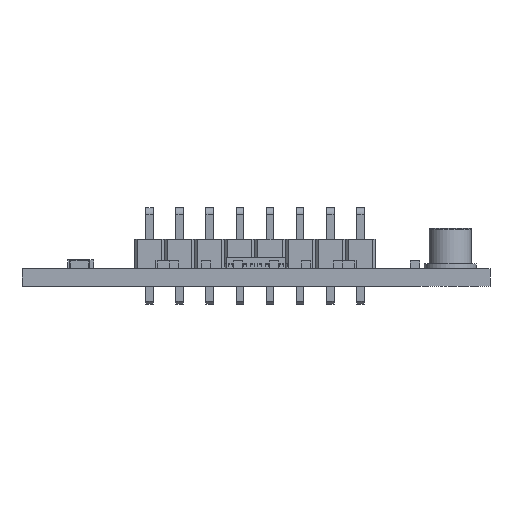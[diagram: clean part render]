
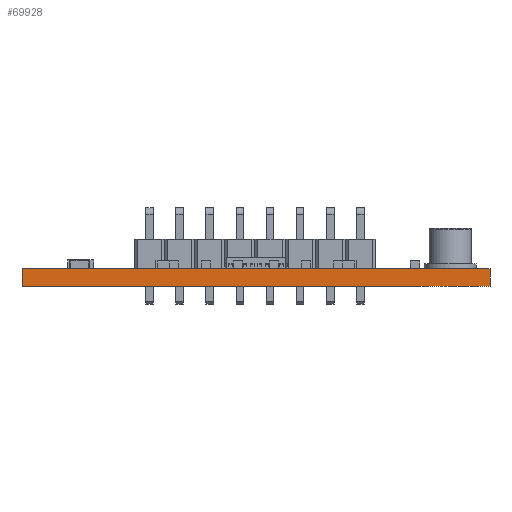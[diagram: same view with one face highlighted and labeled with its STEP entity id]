
A CAD part, front view. The second image highlights one B-rep face of the part: STEP entity #69928.
In plain terms, the highlighted planar face has unit normal (0, -1, 0).
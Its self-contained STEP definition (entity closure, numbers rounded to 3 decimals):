
#9966=FACE_OUTER_BOUND('',#14073,.T.);
#14073=EDGE_LOOP('',(#62996,#62997,#62998,#62999));
#16496=LINE('',#96360,#22923);
#18681=LINE('',#110708,#25108);
#20360=LINE('',#117711,#26787);
#20361=LINE('',#117712,#26788);
#22923=VECTOR('',#77580,10.);
#25108=VECTOR('',#80745,10.);
#26787=VECTOR('',#84262,10.);
#26788=VECTOR('',#84263,10.);
#29475=VERTEX_POINT('',#96353);
#29478=VERTEX_POINT('',#96358);
#32362=VERTEX_POINT('',#110704);
#32364=VERTEX_POINT('',#110707);
#37366=EDGE_CURVE('',#29478,#29475,#16496,.T.);
#41245=EDGE_CURVE('',#32364,#32362,#18681,.T.);
#43432=EDGE_CURVE('',#32362,#29475,#20360,.T.);
#43433=EDGE_CURVE('',#32364,#29478,#20361,.T.);
#62996=ORIENTED_EDGE('',*,*,#41245,.T.);
#62997=ORIENTED_EDGE('',*,*,#43432,.T.);
#62998=ORIENTED_EDGE('',*,*,#37366,.F.);
#62999=ORIENTED_EDGE('',*,*,#43433,.F.);
#66291=PLANE('',#72947);
#69928=ADVANCED_FACE('',(#9966),#66291,.T.);
#72947=AXIS2_PLACEMENT_3D('',#117710,#84260,#84261);
#77580=DIRECTION('',(1.,0.,0.));
#80745=DIRECTION('',(1.,0.,0.));
#84260=DIRECTION('center_axis',(0.,-1.,0.));
#84261=DIRECTION('ref_axis',(1.,0.,0.));
#84262=DIRECTION('',(0.,0.,1.));
#84263=DIRECTION('',(0.,0.,1.));
#96353=CARTESIAN_POINT('',(19.725,-29.995,1.49));
#96358=CARTESIAN_POINT('',(-19.725,-29.995,1.49));
#96360=CARTESIAN_POINT('',(-19.725,-29.995,1.49));
#110704=CARTESIAN_POINT('',(19.725,-29.995,0.));
#110707=CARTESIAN_POINT('',(-19.725,-29.995,0.));
#110708=CARTESIAN_POINT('',(-19.725,-29.995,0.));
#117710=CARTESIAN_POINT('Origin',(-19.725,-29.995,0.));
#117711=CARTESIAN_POINT('',(19.725,-29.995,0.));
#117712=CARTESIAN_POINT('',(-19.725,-29.995,0.));
